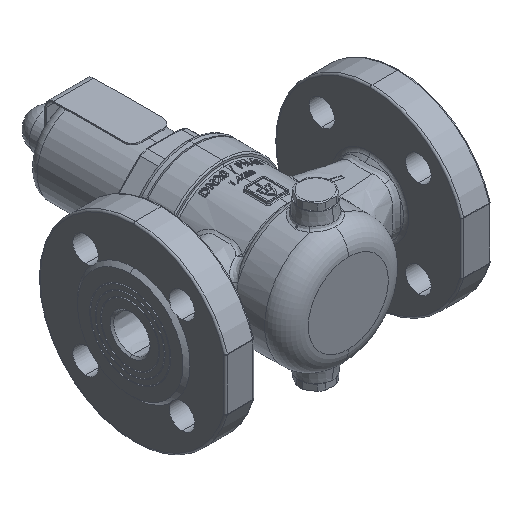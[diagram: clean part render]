
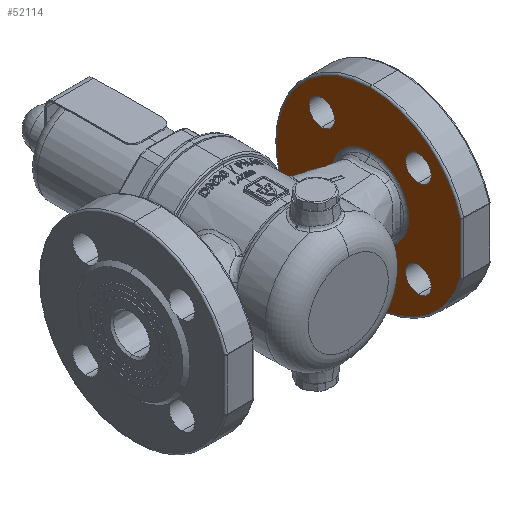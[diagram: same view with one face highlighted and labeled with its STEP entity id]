
A CAD part, isometric view. The second image highlights one B-rep face of the part: STEP entity #52114.
In plain terms, the highlighted planar face has unit normal (-1, 0, 0).
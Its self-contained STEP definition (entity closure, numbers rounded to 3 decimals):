
#5834 = AXIS2_PLACEMENT_3D ( 'NONE', #19615, #19616, #19617 ) ;
#5841 = CIRCLE ( 'NONE', #5834, 7. ) ;
#7912 = EDGE_LOOP ( 'NONE', ( #23675, #23685 ) ) ;
#7913 = EDGE_LOOP ( 'NONE', ( #23690, #23687, #23686, #23689 ) ) ;
#7914 = EDGE_LOOP ( 'NONE', ( #23674, #23673 ) ) ;
#7916 = EDGE_LOOP ( 'NONE', ( #23683, #23684 ) ) ;
#7917 = EDGE_LOOP ( 'NONE', ( #23681, #23680 ) ) ;
#7918 = EDGE_LOOP ( 'NONE', ( #23682, #23691 ) ) ;
#10495 = EDGE_CURVE ( 'NONE', #46238, #46234, #32571, .T. ) ;
#11247 = CIRCLE ( 'NONE', #11248, 7. ) ;
#11248 = AXIS2_PLACEMENT_3D ( 'NONE', #14319, #14320, #14322 ) ;
#11576 = CIRCLE ( 'NONE', #11580, 7. ) ;
#11580 = AXIS2_PLACEMENT_3D ( 'NONE', #68982, #68984, #68986 ) ;
#12737 = AXIS2_PLACEMENT_3D ( 'NONE', #79011, #79012, #79013 ) ;
#13373 = AXIS2_PLACEMENT_3D ( 'NONE', #50469, #50470, #50471 ) ;
#13417 = AXIS2_PLACEMENT_3D ( 'NONE', #50462, #50464, #50465 ) ;
#13539 = CIRCLE ( 'NONE', #13373, 51.5 ) ;
#13571 = CIRCLE ( 'NONE', #13417, 51.5 ) ;
#14319 = CARTESIAN_POINT ( 'NONE',  ( 57., -26.517, 26.517 ) ) ;
#14320 = DIRECTION ( 'NONE',  ( -1., 0., 0. ) ) ;
#14322 = DIRECTION ( 'NONE',  ( 0., 0., -1. ) ) ;
#14868 = EDGE_CURVE ( 'NONE', #46313, #46315, #24402, .T. ) ;
#14963 = EDGE_CURVE ( 'NONE', #46317, #46235, #24394, .T. ) ;
#18056 = EDGE_CURVE ( 'NONE', #46083, #46089, #13571, .T. ) ;
#18057 = EDGE_CURVE ( 'NONE', #46089, #46088, #13539, .T. ) ;
#19615 = CARTESIAN_POINT ( 'NONE',  ( 57., 26.517, -26.517 ) ) ;
#19616 = DIRECTION ( 'NONE',  ( -1., 0., 0. ) ) ;
#19617 = DIRECTION ( 'NONE',  ( 0., 0., -1. ) ) ;
#23673 = ORIENTED_EDGE ( 'NONE', *, *, #40970, .F. ) ;
#23674 = ORIENTED_EDGE ( 'NONE', *, *, #45837, .F. ) ;
#23675 = ORIENTED_EDGE ( 'NONE', *, *, #14868, .F. ) ;
#23680 = ORIENTED_EDGE ( 'NONE', *, *, #40987, .F. ) ;
#23681 = ORIENTED_EDGE ( 'NONE', *, *, #32726, .F. ) ;
#23682 = ORIENTED_EDGE ( 'NONE', *, *, #40865, .T. ) ;
#23683 = ORIENTED_EDGE ( 'NONE', *, *, #14963, .F. ) ;
#23684 = ORIENTED_EDGE ( 'NONE', *, *, #40976, .F. ) ;
#23685 = ORIENTED_EDGE ( 'NONE', *, *, #41465, .F. ) ;
#23686 = ORIENTED_EDGE ( 'NONE', *, *, #40973, .T. ) ;
#23687 = ORIENTED_EDGE ( 'NONE', *, *, #18057, .T. ) ;
#23689 = ORIENTED_EDGE ( 'NONE', *, *, #41000, .T. ) ;
#23690 = ORIENTED_EDGE ( 'NONE', *, *, #18056, .T. ) ;
#23691 = ORIENTED_EDGE ( 'NONE', *, *, #10495, .T. ) ;
#24364 = AXIS2_PLACEMENT_3D ( 'NONE', #44028, #44029, #44030 ) ;
#24376 = AXIS2_PLACEMENT_3D ( 'NONE', #44403, #44405, #44406 ) ;
#24394 = CIRCLE ( 'NONE', #24376, 7. ) ;
#24402 = CIRCLE ( 'NONE', #24364, 7. ) ;
#32571 = CIRCLE ( 'NONE', #32584, 21.173 ) ;
#32584 = AXIS2_PLACEMENT_3D ( 'NONE', #74459, #74460, #74461 ) ;
#32726 = EDGE_CURVE ( 'NONE', #46229, #46227, #5841, .T. ) ;
#37058 = VERTEX_POINT ( 'NONE', #56173 ) ;
#40865 = EDGE_CURVE ( 'NONE', #46234, #46238, #56654, .T. ) ;
#40970 = EDGE_CURVE ( 'NONE', #46305, #46303, #56827, .T. ) ;
#40973 = EDGE_CURVE ( 'NONE', #46088, #37058, #56833, .T. ) ;
#40976 = EDGE_CURVE ( 'NONE', #46235, #46317, #56836, .T. ) ;
#40987 = EDGE_CURVE ( 'NONE', #46227, #46229, #56845, .T. ) ;
#41000 = EDGE_CURVE ( 'NONE', #37058, #46083, #60373, .T. ) ;
#41465 = EDGE_CURVE ( 'NONE', #46315, #46313, #11247, .T. ) ;
#44028 = CARTESIAN_POINT ( 'NONE',  ( 57., -26.517, 26.517 ) ) ;
#44029 = DIRECTION ( 'NONE',  ( -1., 0., 0. ) ) ;
#44030 = DIRECTION ( 'NONE',  ( 0., 0., -1. ) ) ;
#44403 = CARTESIAN_POINT ( 'NONE',  ( 57., -26.517, -26.517 ) ) ;
#44405 = DIRECTION ( 'NONE',  ( -1., 0., 0. ) ) ;
#44406 = DIRECTION ( 'NONE',  ( 0., 0., -1. ) ) ;
#45837 = EDGE_CURVE ( 'NONE', #46303, #46305, #11576, .T. ) ;
#46083 = VERTEX_POINT ( 'NONE', #69595 ) ;
#46088 = VERTEX_POINT ( 'NONE', #69601 ) ;
#46089 = VERTEX_POINT ( 'NONE', #69603 ) ;
#46227 = VERTEX_POINT ( 'NONE', #69738 ) ;
#46229 = VERTEX_POINT ( 'NONE', #69739 ) ;
#46234 = VERTEX_POINT ( 'NONE', #69747 ) ;
#46235 = VERTEX_POINT ( 'NONE', #69749 ) ;
#46238 = VERTEX_POINT ( 'NONE', #69752 ) ;
#46303 = VERTEX_POINT ( 'NONE', #69813 ) ;
#46305 = VERTEX_POINT ( 'NONE', #69814 ) ;
#46313 = VERTEX_POINT ( 'NONE', #69825 ) ;
#46315 = VERTEX_POINT ( 'NONE', #69827 ) ;
#46317 = VERTEX_POINT ( 'NONE', #69829 ) ;
#47887 = CARTESIAN_POINT ( 'NONE',  ( 57., 0., 0. ) ) ;
#47888 = DIRECTION ( 'NONE',  ( 1., 0., 0. ) ) ;
#47889 = DIRECTION ( 'NONE',  ( 0., 0., -1. ) ) ;
#50462 = CARTESIAN_POINT ( 'NONE',  ( 57., 0., 0. ) ) ;
#50464 = DIRECTION ( 'NONE',  ( -1., 0., 0. ) ) ;
#50465 = DIRECTION ( 'NONE',  ( 0., 0., 1. ) ) ;
#50469 = CARTESIAN_POINT ( 'NONE',  ( 57., 0., 0. ) ) ;
#50470 = DIRECTION ( 'NONE',  ( -1., 0., 0. ) ) ;
#50471 = DIRECTION ( 'NONE',  ( 0., 0., 1. ) ) ;
#52114 = ADVANCED_FACE ( 'NONE', ( #78995, #78997, #78999, #79001, #78994, #78996 ), #78998, .F. ) ;
#56173 = CARTESIAN_POINT ( 'NONE',  ( 57., -49.5, -14.213 ) ) ;
#56654 = CIRCLE ( 'NONE', #56664, 21.173 ) ;
#56664 = AXIS2_PLACEMENT_3D ( 'NONE', #47887, #47888, #47889 ) ;
#56827 = CIRCLE ( 'NONE', #56832, 7. ) ;
#56832 = AXIS2_PLACEMENT_3D ( 'NONE', #60198, #60199, #60200 ) ;
#56833 = CIRCLE ( 'NONE', #56835, 51.5 ) ;
#56835 = AXIS2_PLACEMENT_3D ( 'NONE', #60219, #60220, #60221 ) ;
#56836 = CIRCLE ( 'NONE', #56842, 7. ) ;
#56842 = AXIS2_PLACEMENT_3D ( 'NONE', #60230, #60231, #60232 ) ;
#56845 = CIRCLE ( 'NONE', #56869, 7. ) ;
#56869 = AXIS2_PLACEMENT_3D ( 'NONE', #60310, #60311, #60312 ) ;
#56899 = VECTOR ( 'NONE', #60403, 1000. ) ;
#60198 = CARTESIAN_POINT ( 'NONE',  ( 57., 26.517, 26.517 ) ) ;
#60199 = DIRECTION ( 'NONE',  ( -1., 0., 0. ) ) ;
#60200 = DIRECTION ( 'NONE',  ( 0., 0., -1. ) ) ;
#60219 = CARTESIAN_POINT ( 'NONE',  ( 57., 0., 0. ) ) ;
#60220 = DIRECTION ( 'NONE',  ( -1., 0., 0. ) ) ;
#60221 = DIRECTION ( 'NONE',  ( 0., 0., 1. ) ) ;
#60230 = CARTESIAN_POINT ( 'NONE',  ( 57., -26.517, -26.517 ) ) ;
#60231 = DIRECTION ( 'NONE',  ( -1., 0., 0. ) ) ;
#60232 = DIRECTION ( 'NONE',  ( 0., 0., -1. ) ) ;
#60310 = CARTESIAN_POINT ( 'NONE',  ( 57., 26.517, -26.517 ) ) ;
#60311 = DIRECTION ( 'NONE',  ( -1., 0., 0. ) ) ;
#60312 = DIRECTION ( 'NONE',  ( 0., 0., -1. ) ) ;
#60373 = LINE ( 'NONE', #60389, #56899 ) ;
#60389 = CARTESIAN_POINT ( 'NONE',  ( 57., -49.5, 0. ) ) ;
#60403 = DIRECTION ( 'NONE',  ( 0., 0., 1. ) ) ;
#68982 = CARTESIAN_POINT ( 'NONE',  ( 57., 26.517, 26.517 ) ) ;
#68984 = DIRECTION ( 'NONE',  ( -1., 0., 0. ) ) ;
#68986 = DIRECTION ( 'NONE',  ( 0., 0., -1. ) ) ;
#69595 = CARTESIAN_POINT ( 'NONE',  ( 57., -49.5, 14.213 ) ) ;
#69601 = CARTESIAN_POINT ( 'NONE',  ( 57., 0., -51.5 ) ) ;
#69603 = CARTESIAN_POINT ( 'NONE',  ( 57., 0., 51.5 ) ) ;
#69738 = CARTESIAN_POINT ( 'NONE',  ( 57., 26.517, -19.517 ) ) ;
#69739 = CARTESIAN_POINT ( 'NONE',  ( 57., 26.517, -33.517 ) ) ;
#69747 = CARTESIAN_POINT ( 'NONE',  ( 57., 0., -21.173 ) ) ;
#69749 = CARTESIAN_POINT ( 'NONE',  ( 57., -26.517, -19.517 ) ) ;
#69752 = CARTESIAN_POINT ( 'NONE',  ( 57., 0., 21.173 ) ) ;
#69813 = CARTESIAN_POINT ( 'NONE',  ( 57., 26.517, 19.517 ) ) ;
#69814 = CARTESIAN_POINT ( 'NONE',  ( 57., 26.517, 33.517 ) ) ;
#69825 = CARTESIAN_POINT ( 'NONE',  ( 57., -26.517, 19.517 ) ) ;
#69827 = CARTESIAN_POINT ( 'NONE',  ( 57., -26.517, 33.517 ) ) ;
#69829 = CARTESIAN_POINT ( 'NONE',  ( 57., -26.517, -33.517 ) ) ;
#74459 = CARTESIAN_POINT ( 'NONE',  ( 57., 0., 0. ) ) ;
#74460 = DIRECTION ( 'NONE',  ( 1., 0., 0. ) ) ;
#74461 = DIRECTION ( 'NONE',  ( 0., 0., -1. ) ) ;
#78994 = FACE_BOUND ( 'NONE', #7918, .T. ) ;
#78995 = FACE_BOUND ( 'NONE', #7914, .T. ) ;
#78996 = FACE_OUTER_BOUND ( 'NONE', #7913, .T. ) ;
#78997 = FACE_BOUND ( 'NONE', #7912, .T. ) ;
#78998 = PLANE ( 'NONE',  #12737 ) ;
#78999 = FACE_BOUND ( 'NONE', #7916, .T. ) ;
#79001 = FACE_BOUND ( 'NONE', #7917, .T. ) ;
#79011 = CARTESIAN_POINT ( 'NONE',  ( 57., 51.5, 0. ) ) ;
#79012 = DIRECTION ( 'NONE',  ( 1., 0., 0. ) ) ;
#79013 = DIRECTION ( 'NONE',  ( 0., 0., -1. ) ) ;
